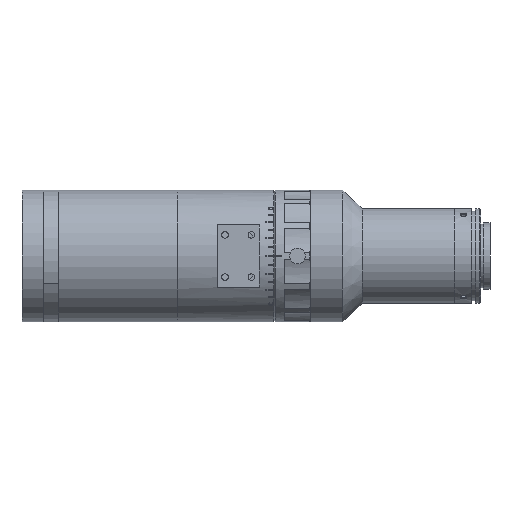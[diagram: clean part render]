
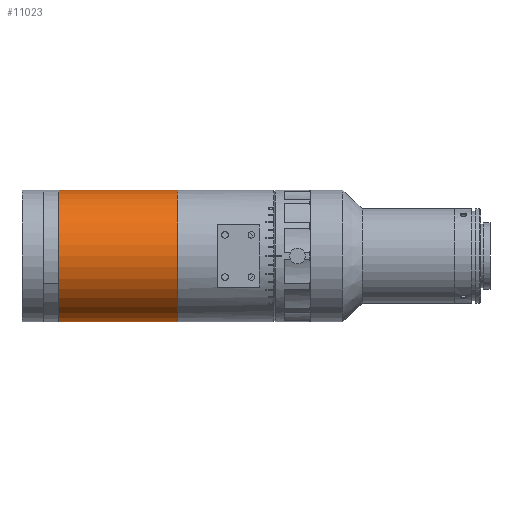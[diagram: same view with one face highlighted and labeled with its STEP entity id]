
A CAD part, front view. The second image highlights one B-rep face of the part: STEP entity #11023.
In plain terms, the highlighted cylindrical face has radius 25 mm (diameter 50 mm), a partial arc.
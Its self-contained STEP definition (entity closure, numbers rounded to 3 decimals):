
#353 = VERTEX_POINT ( 'NONE', #3599 ) ;
#625 = EDGE_CURVE ( 'NONE', #353, #14181, #7433, .T. ) ;
#750 = CARTESIAN_POINT ( 'NONE',  ( -19.883, 0., 25. ) ) ;
#1415 = DIRECTION ( 'NONE',  ( -1., 0., 0. ) ) ;
#1593 = CARTESIAN_POINT ( 'NONE',  ( 53.027, 0., 0. ) ) ;
#1770 = CARTESIAN_POINT ( 'NONE',  ( 8.06, 0., -25. ) ) ;
#2013 = CARTESIAN_POINT ( 'NONE',  ( 8.06, 0., 25. ) ) ;
#2811 = CIRCLE ( 'NONE', #12316, 25. ) ;
#3599 = CARTESIAN_POINT ( 'NONE',  ( 53.027, 0., 25. ) ) ;
#4329 = EDGE_LOOP ( 'NONE', ( #6417, #15330, #10396, #10817 ) ) ;
#4674 = CIRCLE ( 'NONE', #8351, 25. ) ;
#4777 = VERTEX_POINT ( 'NONE', #1770 ) ;
#5582 = VECTOR ( 'NONE', #13905, 1000. ) ;
#6318 = LINE ( 'NONE', #8096, #5582 ) ;
#6417 = ORIENTED_EDGE ( 'NONE', *, *, #9249, .F. ) ;
#6639 = VERTEX_POINT ( 'NONE', #14367 ) ;
#6738 = AXIS2_PLACEMENT_3D ( 'NONE', #14955, #13918, #10285 ) ;
#7010 = FACE_OUTER_BOUND ( 'NONE', #4329, .T. ) ;
#7259 = DIRECTION ( 'NONE',  ( 0., 0., 1. ) ) ;
#7433 = LINE ( 'NONE', #750, #14665 ) ;
#8096 = CARTESIAN_POINT ( 'NONE',  ( -19.883, 0., -25. ) ) ;
#8351 = AXIS2_PLACEMENT_3D ( 'NONE', #1593, #9874, #10140 ) ;
#8569 = EDGE_CURVE ( 'NONE', #6639, #353, #4674, .T. ) ;
#8897 = EDGE_CURVE ( 'NONE', #4777, #14181, #2811, .T. ) ;
#9249 = EDGE_CURVE ( 'NONE', #6639, #4777, #6318, .T. ) ;
#9874 = DIRECTION ( 'NONE',  ( -1., 0., 0. ) ) ;
#10140 = DIRECTION ( 'NONE',  ( 0., 0., 1. ) ) ;
#10285 = DIRECTION ( 'NONE',  ( 0., 0., 1. ) ) ;
#10396 = ORIENTED_EDGE ( 'NONE', *, *, #625, .T. ) ;
#10817 = ORIENTED_EDGE ( 'NONE', *, *, #8897, .F. ) ;
#11023 = ADVANCED_FACE ( 'NONE', ( #7010 ), #12918, .T. ) ;
#12316 = AXIS2_PLACEMENT_3D ( 'NONE', #14471, #1415, #7259 ) ;
#12918 = CYLINDRICAL_SURFACE ( 'NONE', #6738, 25. ) ;
#13905 = DIRECTION ( 'NONE',  ( -1., 0., 0. ) ) ;
#13918 = DIRECTION ( 'NONE',  ( -1., 0., 0. ) ) ;
#14181 = VERTEX_POINT ( 'NONE', #2013 ) ;
#14367 = CARTESIAN_POINT ( 'NONE',  ( 53.027, 0., -25. ) ) ;
#14471 = CARTESIAN_POINT ( 'NONE',  ( 8.06, 0., 0. ) ) ;
#14665 = VECTOR ( 'NONE', #14990, 1000. ) ;
#14955 = CARTESIAN_POINT ( 'NONE',  ( -19.883, 0., 0. ) ) ;
#14990 = DIRECTION ( 'NONE',  ( -1., 0., 0. ) ) ;
#15330 = ORIENTED_EDGE ( 'NONE', *, *, #8569, .T. ) ;
